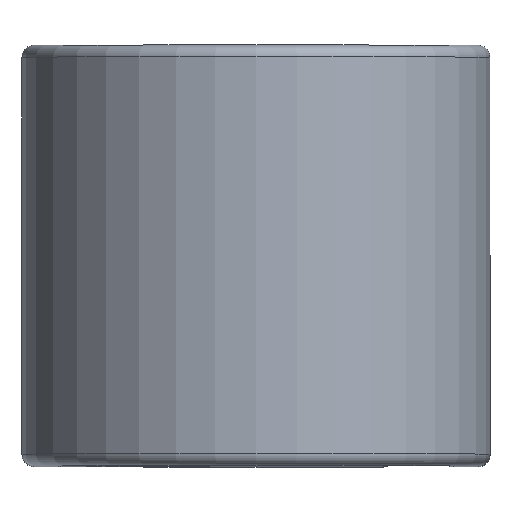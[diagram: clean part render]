
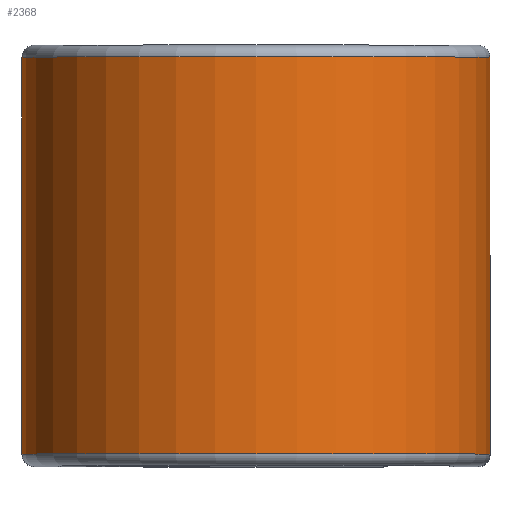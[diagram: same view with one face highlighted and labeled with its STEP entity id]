
A CAD part, top view. The second image highlights one B-rep face of the part: STEP entity #2368.
In plain terms, the highlighted cylindrical face has radius 15.011 mm (diameter 30.023 mm), a partial arc.
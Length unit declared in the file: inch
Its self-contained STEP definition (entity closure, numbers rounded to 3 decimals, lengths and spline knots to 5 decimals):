
#32 = AXIS2_PLACEMENT_3D ( 'NONE', #946, #2581, #1188 ) ;
#146 = CIRCLE ( 'NONE', #32, 0.591 ) ;
#172 = CARTESIAN_POINT ( 'NONE',  ( 0., 0.5, 0.937 ) ) ;
#300 = AXIS2_PLACEMENT_3D ( 'NONE', #172, #2021, #1577 ) ;
#597 = VERTEX_POINT ( 'NONE', #2078 ) ;
#676 = EDGE_CURVE ( 'NONE', #2791, #1495, #1733, .T. ) ;
#821 = DIRECTION ( 'NONE',  ( 0., -1., 0. ) ) ;
#910 = AXIS2_PLACEMENT_3D ( 'NONE', #2212, #821, #2453 ) ;
#946 = CARTESIAN_POINT ( 'NONE',  ( 0., -0.50125, 0.937 ) ) ;
#954 = EDGE_CURVE ( 'NONE', #2278, #1495, #2609, .T. ) ;
#1064 = CARTESIAN_POINT ( 'NONE',  ( 0.591, 0.50125, 0.937 ) ) ;
#1068 = CARTESIAN_POINT ( 'NONE',  ( -0.591, -0.50125, 0.937 ) ) ;
#1188 = DIRECTION ( 'NONE',  ( 0., 0., -1. ) ) ;
#1203 = ORIENTED_EDGE ( 'NONE', *, *, #1971, .F. ) ;
#1292 = DIRECTION ( 'NONE',  ( 0., 1., 0. ) ) ;
#1495 = VERTEX_POINT ( 'NONE', #2476 ) ;
#1523 = CARTESIAN_POINT ( 'NONE',  ( 0.591, 0.50125, 0.937 ) ) ;
#1525 = LINE ( 'NONE', #1064, #1594 ) ;
#1577 = DIRECTION ( 'NONE',  ( 0., 0., -1. ) ) ;
#1594 = VECTOR ( 'NONE', #1292, 39.37008 ) ;
#1733 = LINE ( 'NONE', #2122, #2277 ) ;
#1850 = CYLINDRICAL_SURFACE ( 'NONE', #300, 0.591 ) ;
#1971 = EDGE_CURVE ( 'NONE', #597, #2791, #146, .T. ) ;
#2021 = DIRECTION ( 'NONE',  ( 0., -1., 0. ) ) ;
#2078 = CARTESIAN_POINT ( 'NONE',  ( 0.591, -0.50125, 0.937 ) ) ;
#2122 = CARTESIAN_POINT ( 'NONE',  ( -0.591, 0.50125, 0.937 ) ) ;
#2156 = ORIENTED_EDGE ( 'NONE', *, *, #954, .T. ) ;
#2212 = CARTESIAN_POINT ( 'NONE',  ( 0., 0.50125, 0.937 ) ) ;
#2255 = EDGE_CURVE ( 'NONE', #597, #2278, #1525, .T. ) ;
#2277 = VECTOR ( 'NONE', #2363, 39.37008 ) ;
#2278 = VERTEX_POINT ( 'NONE', #1523 ) ;
#2363 = DIRECTION ( 'NONE',  ( 0., 1., 0. ) ) ;
#2368 = ADVANCED_FACE ( 'NONE', ( #2761 ), #1850, .T. ) ;
#2395 = ORIENTED_EDGE ( 'NONE', *, *, #2255, .T. ) ;
#2453 = DIRECTION ( 'NONE',  ( 0., 0., -1. ) ) ;
#2476 = CARTESIAN_POINT ( 'NONE',  ( -0.591, 0.50125, 0.937 ) ) ;
#2526 = ORIENTED_EDGE ( 'NONE', *, *, #676, .F. ) ;
#2581 = DIRECTION ( 'NONE',  ( 0., -1., 0. ) ) ;
#2609 = CIRCLE ( 'NONE', #910, 0.591 ) ;
#2748 = EDGE_LOOP ( 'NONE', ( #2395, #2156, #2526, #1203 ) ) ;
#2761 = FACE_OUTER_BOUND ( 'NONE', #2748, .T. ) ;
#2791 = VERTEX_POINT ( 'NONE', #1068 ) ;
